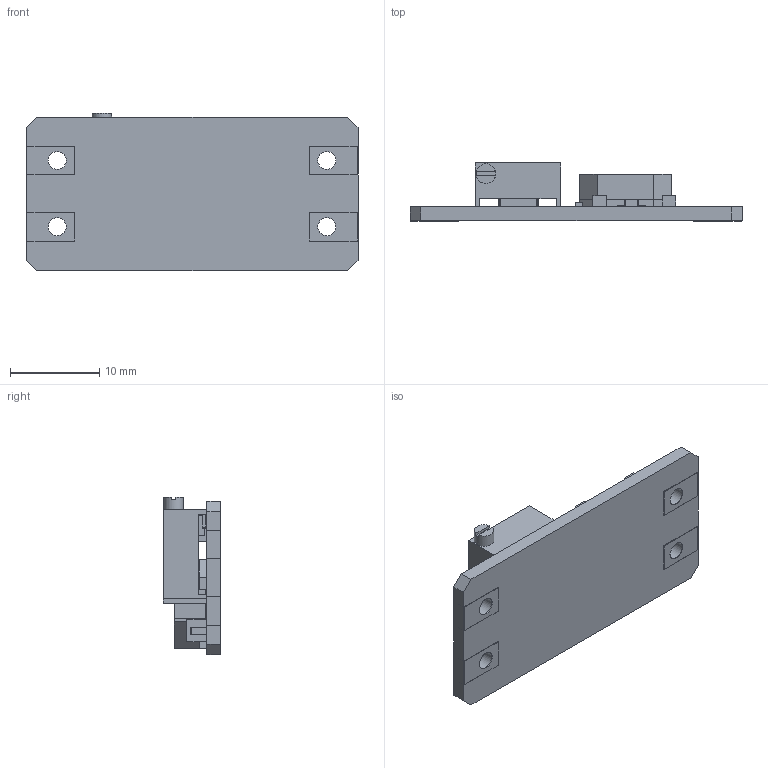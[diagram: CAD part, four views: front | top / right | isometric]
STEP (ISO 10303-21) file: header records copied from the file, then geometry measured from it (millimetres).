
FILE_DESCRIPTION(/* description */ (''),/* implementation_level */ '2;1');
FILE_NAME(/* name */ 'MT3608 v3.step',/* time_stamp */ '2022-01-27T09:52:57+01:00',/* author */ (''),/* organization */ (''),/* preprocessor_version */ 'ST-DEVELOPER v18.1',/* originating_system */ 'Autodesk Translation Framework v10.13.0.1454',/* authorisation */ '');
FILE_SCHEMA (('AUTOMOTIVE_DESIGN { 1 0 10303 214 3 1 1 }'));
Length unit declared in the file: millimetre
Products named in the file (2): MT3608; Component1
Assembly tree (1 placements, depth 2):
  MT3608
    Component1
Bounding box: 37.2 x 6.49 x 17.69 mm (x, y, z)
Volume: 1974.6 mm3; surface area: 3283.9 mm2
Topology: 44 solids, 44 shells, 821 faces, 2118 edges, 1412 vertices
Faces by surface type: plane 543, bspline 246, cylinder 32
Full cylindrical faces by diameter (mm): 2 x12, 2.2 x1, 7 x1
Entity records: 26715 total; most frequent: CARTESIAN_POINT 8288, ORIENTED_EDGE 4236, DIRECTION 2854, EDGE_CURVE 2118, LINE 1558, VECTOR 1558, VERTEX_POINT 1412, EDGE_LOOP 872
